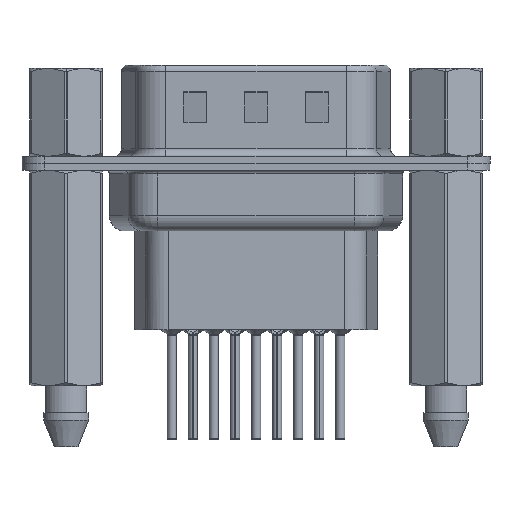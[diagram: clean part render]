
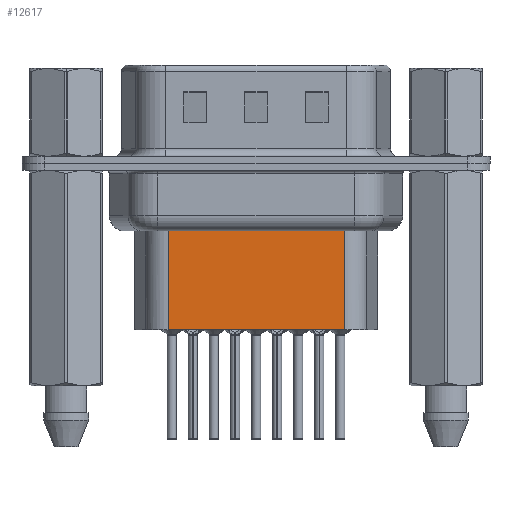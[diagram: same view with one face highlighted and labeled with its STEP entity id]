
A CAD part, front view. The second image highlights one B-rep face of the part: STEP entity #12617.
In plain terms, the highlighted planar face has unit normal (0, -1, 0).
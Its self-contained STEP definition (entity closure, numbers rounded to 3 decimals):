
#1842 = EDGE_CURVE ( 'NONE', #24230, #16435, #15042, .T. ) ;
#2856 = LINE ( 'NONE', #12473, #3699 ) ;
#2895 = CARTESIAN_POINT ( 'NONE',  ( 18.294, -3.5, -10.95 ) ) ;
#3312 = CARTESIAN_POINT ( 'NONE',  ( 18.294, -3.5, -3.1 ) ) ;
#3699 = VECTOR ( 'NONE', #20533, 1000. ) ;
#4410 = AXIS2_PLACEMENT_3D ( 'NONE', #24808, #22832, #16487 ) ;
#5630 = ORIENTED_EDGE ( 'NONE', *, *, #9216, .T. ) ;
#7935 = VERTEX_POINT ( 'NONE', #13389 ) ;
#7979 = ORIENTED_EDGE ( 'NONE', *, *, #1842, .T. ) ;
#8059 = FACE_OUTER_BOUND ( 'NONE', #12921, .T. ) ;
#8828 = CARTESIAN_POINT ( 'NONE',  ( 6.706, -3.5, -4.097 ) ) ;
#9216 = EDGE_CURVE ( 'NONE', #16435, #7935, #10056, .T. ) ;
#9377 = CARTESIAN_POINT ( 'NONE',  ( 6.459, -3.5, -4.097 ) ) ;
#10056 = LINE ( 'NONE', #26027, #24595 ) ;
#10241 = CARTESIAN_POINT ( 'NONE',  ( 18.294, -3.5, -4.097 ) ) ;
#12473 = CARTESIAN_POINT ( 'NONE',  ( 6.706, -3.5, -10.95 ) ) ;
#12617 = ADVANCED_FACE ( 'NONE', ( #8059 ), #14100, .T. ) ;
#12921 = EDGE_LOOP ( 'NONE', ( #14493, #7979, #5630, #19139 ) ) ;
#12962 = VECTOR ( 'NONE', #15426, 1000. ) ;
#13389 = CARTESIAN_POINT ( 'NONE',  ( 6.706, -3.5, -10.95 ) ) ;
#13982 = DIRECTION ( 'NONE',  ( 0., 0., -1. ) ) ;
#14100 = PLANE ( 'NONE',  #4410 ) ;
#14493 = ORIENTED_EDGE ( 'NONE', *, *, #18400, .F. ) ;
#15042 = LINE ( 'NONE', #9377, #12962 ) ;
#15426 = DIRECTION ( 'NONE',  ( -1., 0., 0. ) ) ;
#15518 = EDGE_CURVE ( 'NONE', #23422, #7935, #2856, .T. ) ;
#16435 = VERTEX_POINT ( 'NONE', #8828 ) ;
#16487 = DIRECTION ( 'NONE',  ( 1., 0., 0. ) ) ;
#18400 = EDGE_CURVE ( 'NONE', #24230, #23422, #19660, .T. ) ;
#19139 = ORIENTED_EDGE ( 'NONE', *, *, #15518, .F. ) ;
#19660 = LINE ( 'NONE', #3312, #23419 ) ;
#20533 = DIRECTION ( 'NONE',  ( -1., 0., 0. ) ) ;
#22832 = DIRECTION ( 'NONE',  ( 0., -1., 0. ) ) ;
#23370 = DIRECTION ( 'NONE',  ( 0., 0., -1. ) ) ;
#23419 = VECTOR ( 'NONE', #23370, 1000. ) ;
#23422 = VERTEX_POINT ( 'NONE', #2895 ) ;
#24230 = VERTEX_POINT ( 'NONE', #10241 ) ;
#24595 = VECTOR ( 'NONE', #13982, 1000. ) ;
#24808 = CARTESIAN_POINT ( 'NONE',  ( 6.706, -3.5, -3.1 ) ) ;
#26027 = CARTESIAN_POINT ( 'NONE',  ( 6.706, -3.5, -3.1 ) ) ;
